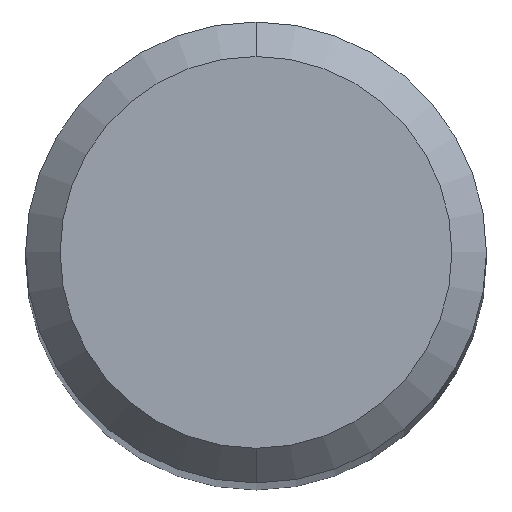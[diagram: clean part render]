
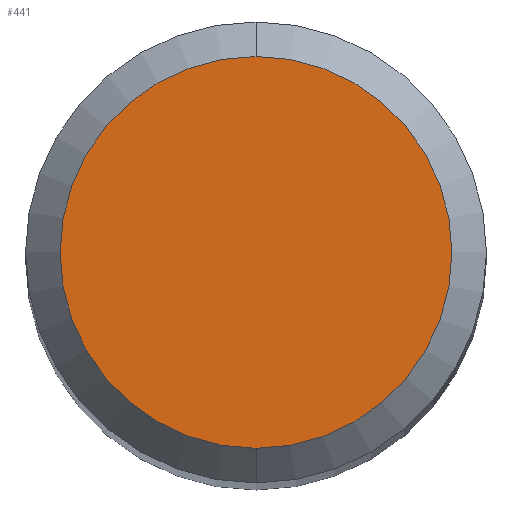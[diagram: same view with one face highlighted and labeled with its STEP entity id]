
A CAD part, top view. The second image highlights one B-rep face of the part: STEP entity #441.
In plain terms, the highlighted planar face has unit normal (0, 0, 1).
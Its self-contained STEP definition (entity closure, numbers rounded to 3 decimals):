
#245=VERTEX_POINT('',#568);
#247=EDGE_CURVE('',#317,#245,#570,.T.);
#281=EDGE_CURVE('',#245,#317,#606,.T.);
#317=VERTEX_POINT('',#648);
#441=ADVANCED_FACE('',(#783),#784,.T.);
#568=CARTESIAN_POINT('',(0.,-1.7,0.0));
#570=CIRCLE('',#975,1.7);
#606=CIRCLE('',#1051,1.7);
#648=CARTESIAN_POINT('',(0.0,1.7,0.0));
#783=FACE_OUTER_BOUND('',#1411,.T.);
#784=PLANE('',#1412);
#975=AXIS2_PLACEMENT_3D('',#1558,#1559,#1560);
#1051=AXIS2_PLACEMENT_3D('',#1602,#1603,#1604);
#1411=EDGE_LOOP('',(#1792,#1793));
#1412=AXIS2_PLACEMENT_3D('',#1794,#1795,#1796);
#1558=CARTESIAN_POINT('',(0.0,0.0,0.0));
#1559=DIRECTION('',(0.0,0.0,-1.0));
#1560=DIRECTION('',(0.0,1.0,0.0));
#1602=CARTESIAN_POINT('',(0.0,0.0,0.0));
#1603=DIRECTION('',(0.0,0.0,-1.0));
#1604=DIRECTION('',(0.0,1.0,0.0));
#1792=ORIENTED_EDGE('',*,*,#247,.F.);
#1793=ORIENTED_EDGE('',*,*,#281,.F.);
#1794=CARTESIAN_POINT('',(0.0,0.85,0.0));
#1795=DIRECTION('',(-0.0,0.0,1.0));
#1796=DIRECTION('',(0.0,-1.0,0.0));
